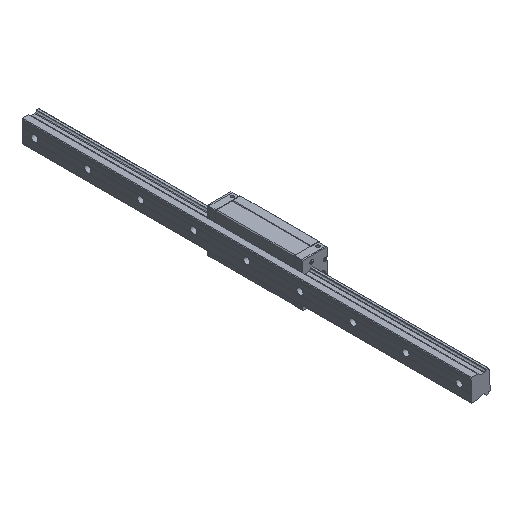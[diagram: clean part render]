
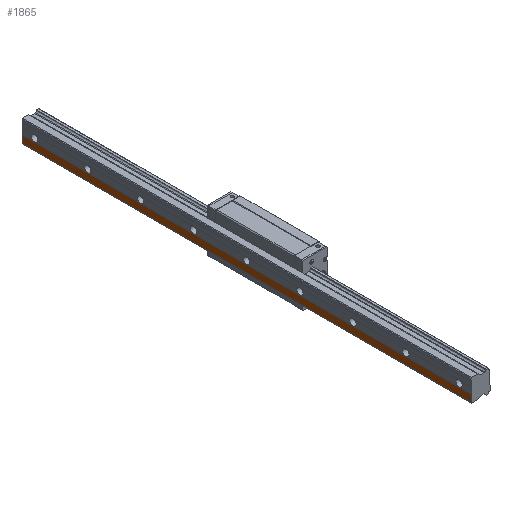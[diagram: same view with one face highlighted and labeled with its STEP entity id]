
A CAD part, isometric view. The second image highlights one B-rep face of the part: STEP entity #1865.
In plain terms, the highlighted planar face has unit normal (-1, 0, 0).
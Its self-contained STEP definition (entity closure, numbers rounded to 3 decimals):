
#674 = VECTOR ( 'NONE', #9359, 1000. ) ;
#815 = EDGE_CURVE ( 'NONE', #2280, #6298, #4576, .T. ) ;
#1865 = ADVANCED_FACE ( 'NONE', ( #2162 ), #11355, .T. ) ;
#1951 = ORIENTED_EDGE ( 'NONE', *, *, #7079, .T. ) ;
#2055 = DIRECTION ( 'NONE',  ( 0., -1., 0. ) ) ;
#2162 = FACE_OUTER_BOUND ( 'NONE', #3937, .T. ) ;
#2183 = AXIS2_PLACEMENT_3D ( 'NONE', #8951, #7761, #6526 ) ;
#2280 = VERTEX_POINT ( 'NONE', #2363 ) ;
#2363 = CARTESIAN_POINT ( 'NONE',  ( -26.5, 1270., -29.5 ) ) ;
#2483 = VECTOR ( 'NONE', #3595, 1000. ) ;
#2494 = CARTESIAN_POINT ( 'NONE',  ( -26.5, 0., -9.5 ) ) ;
#2702 = ORIENTED_EDGE ( 'NONE', *, *, #10054, .T. ) ;
#2788 = VERTEX_POINT ( 'NONE', #2494 ) ;
#3058 = DIRECTION ( 'NONE',  ( 0., 0., 1. ) ) ;
#3300 = CARTESIAN_POINT ( 'NONE',  ( -26.5, 1270., -29.5 ) ) ;
#3595 = DIRECTION ( 'NONE',  ( 0., 1., 0. ) ) ;
#3937 = EDGE_LOOP ( 'NONE', ( #9306, #10283, #2702, #1951 ) ) ;
#4318 = CARTESIAN_POINT ( 'NONE',  ( -26.5, 0., 21.8 ) ) ;
#4576 = LINE ( 'NONE', #3300, #4965 ) ;
#4867 = CARTESIAN_POINT ( 'NONE',  ( -26.5, 1270., -9.5 ) ) ;
#4965 = VECTOR ( 'NONE', #2055, 1000. ) ;
#5568 = LINE ( 'NONE', #4318, #10003 ) ;
#6091 = LINE ( 'NONE', #4867, #2483 ) ;
#6298 = VERTEX_POINT ( 'NONE', #9560 ) ;
#6526 = DIRECTION ( 'NONE',  ( 0., 0., 1. ) ) ;
#7079 = EDGE_CURVE ( 'NONE', #2788, #9682, #6091, .T. ) ;
#7761 = DIRECTION ( 'NONE',  ( -1., 0., 0. ) ) ;
#8951 = CARTESIAN_POINT ( 'NONE',  ( -26.5, 1270., -9.5 ) ) ;
#9306 = ORIENTED_EDGE ( 'NONE', *, *, #11037, .F. ) ;
#9359 = DIRECTION ( 'NONE',  ( 0., 0., 1. ) ) ;
#9560 = CARTESIAN_POINT ( 'NONE',  ( -26.5, 0., -29.5 ) ) ;
#9682 = VERTEX_POINT ( 'NONE', #11826 ) ;
#10003 = VECTOR ( 'NONE', #3058, 1000. ) ;
#10054 = EDGE_CURVE ( 'NONE', #6298, #2788, #5568, .T. ) ;
#10283 = ORIENTED_EDGE ( 'NONE', *, *, #815, .T. ) ;
#10540 = CARTESIAN_POINT ( 'NONE',  ( -26.5, 1270., 21.8 ) ) ;
#11037 = EDGE_CURVE ( 'NONE', #2280, #9682, #11736, .T. ) ;
#11355 = PLANE ( 'NONE',  #2183 ) ;
#11736 = LINE ( 'NONE', #10540, #674 ) ;
#11826 = CARTESIAN_POINT ( 'NONE',  ( -26.5, 1270., -9.5 ) ) ;
